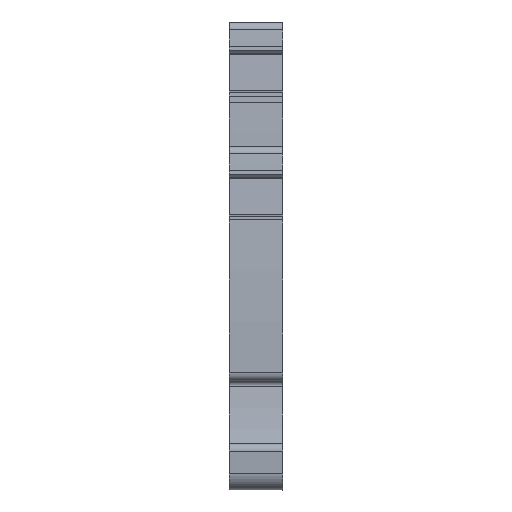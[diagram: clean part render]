
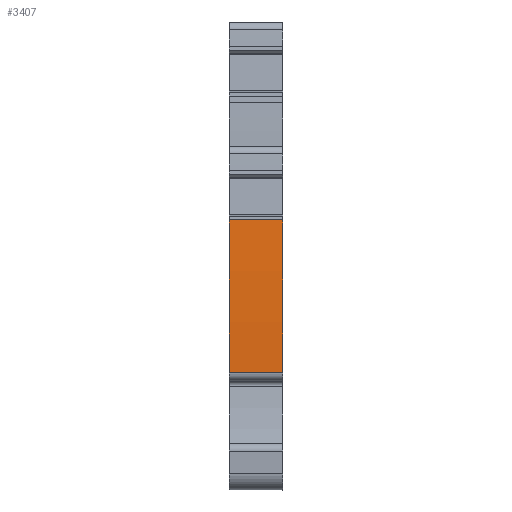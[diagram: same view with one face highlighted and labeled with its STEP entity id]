
A CAD part, front view. The second image highlights one B-rep face of the part: STEP entity #3407.
In plain terms, the highlighted cylindrical face has radius 191.632 mm (diameter 383.264 mm), a partial arc.
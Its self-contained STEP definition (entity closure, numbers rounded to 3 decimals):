
#2646=AXIS2_PLACEMENT_3D('Cylinder Axis2P3D',#2643,#2644,#2645) ;
#3384=AXIS2_PLACEMENT_3D('Circle Axis2P3D',#3382,#3383,$) ;
#3398=AXIS2_PLACEMENT_3D('Circle Axis2P3D',#3396,#3397,$) ;
#2643=CARTESIAN_POINT('Axis2P3D Location',(3.05,193.128,17.05)) ;
#3360=CARTESIAN_POINT('Vertex',(0.,2.,30.933)) ;
#3363=CARTESIAN_POINT('Line Origine',(3.05,2.,30.933)) ;
#3367=CARTESIAN_POINT('Vertex',(6.1,2.,30.933)) ;
#3382=CARTESIAN_POINT('Axis2P3D Location',(0.,193.128,17.05)) ;
#3386=CARTESIAN_POINT('Vertex',(0.,1.53,13.431)) ;
#3389=CARTESIAN_POINT('Line Origine',(3.05,1.53,13.431)) ;
#3393=CARTESIAN_POINT('Vertex',(6.1,1.53,13.431)) ;
#3396=CARTESIAN_POINT('Axis2P3D Location',(6.1,193.128,17.05)) ;
#2644=DIRECTION('Axis2P3D Direction',(1.,0.,0.)) ;
#2645=DIRECTION('Axis2P3D XDirection',(0.,-0.994,0.112)) ;
#3364=DIRECTION('Vector Direction',(1.,0.,0.)) ;
#3383=DIRECTION('Axis2P3D Direction',(1.,0.,0.)) ;
#3390=DIRECTION('Vector Direction',(1.,0.,0.)) ;
#3397=DIRECTION('Axis2P3D Direction',(1.,0.,0.)) ;
#3365=VECTOR('Line Direction',#3364,1.) ;
#3391=VECTOR('Line Direction',#3390,1.) ;
#3402=ORIENTED_EDGE('',*,*,#3388,.T.) ;
#3403=ORIENTED_EDGE('',*,*,#3395,.T.) ;
#3404=ORIENTED_EDGE('',*,*,#3400,.F.) ;
#3405=ORIENTED_EDGE('',*,*,#3369,.F.) ;
#3407=ADVANCED_FACE('MLD',(#3406),#2647,.T.) ;
#3385=CIRCLE('generated circle',#3384,191.632) ;
#3399=CIRCLE('generated circle',#3398,191.632) ;
#2647=CYLINDRICAL_SURFACE('generated cylinder',#2646,191.632) ;
#3369=EDGE_CURVE('',#3361,#3368,#3366,.T.) ;
#3388=EDGE_CURVE('',#3361,#3387,#3385,.T.) ;
#3395=EDGE_CURVE('',#3387,#3394,#3392,.T.) ;
#3400=EDGE_CURVE('',#3368,#3394,#3399,.T.) ;
#3401=EDGE_LOOP('',(#3402,#3403,#3404,#3405)) ;
#3406=FACE_OUTER_BOUND('',#3401,.T.) ;
#3366=LINE('Line',#3363,#3365) ;
#3392=LINE('Line',#3389,#3391) ;
#3361=VERTEX_POINT('',#3360) ;
#3368=VERTEX_POINT('',#3367) ;
#3387=VERTEX_POINT('',#3386) ;
#3394=VERTEX_POINT('',#3393) ;
